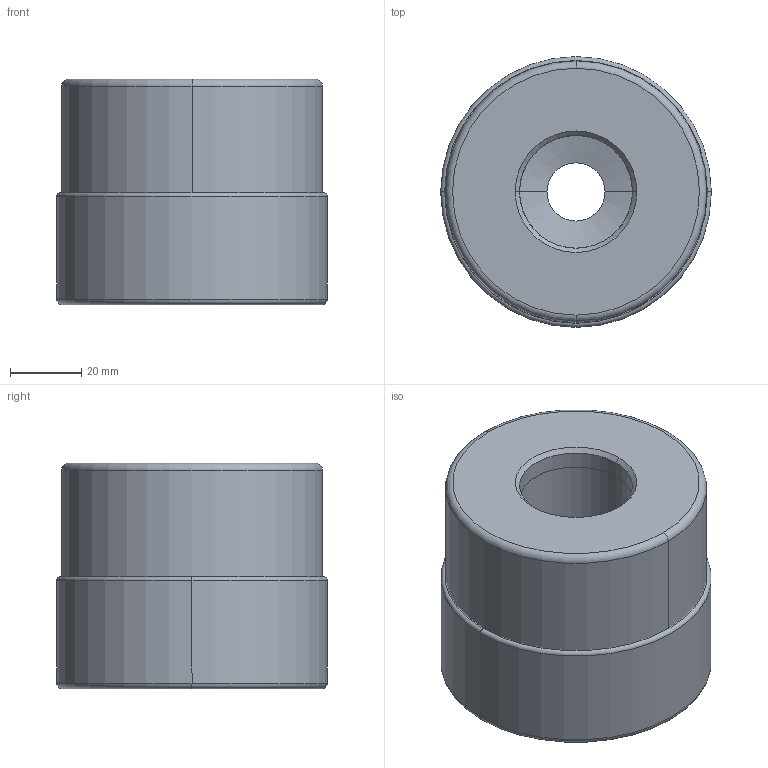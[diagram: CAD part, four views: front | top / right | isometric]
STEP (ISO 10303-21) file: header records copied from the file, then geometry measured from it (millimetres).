
FILE_DESCRIPTION(/* description */ (''),/* implementation_level */ '2;1');
FILE_NAME(/* name */ 'VFX6UR0305DA12_IR0_063.stp',/* time_stamp */ '2021-02-02T08:25:10+09:00',/* author */ (''),/* organization */ (''),/* preprocessor_version */ 'ST-DEVELOPER v16',/* originating_system */ 'SIEMENS PLM Software NX 10.0',/* authorisation */ '');
FILE_SCHEMA (('AUTOMOTIVE_DESIGN { 1 0 10303 214 3 1 1 1 }'));
Length unit declared in the file: millimetre
Products named in the file (1): VFX6UR0305DA12_IR0_063_ASM
Bounding box: 76.2 x 76.2 x 63.5 mm (x, y, z)
Volume: 281440.7 mm3; surface area: 44195.1 mm2
Topology: 2 solids, 2 shells, 59 faces, 154 edges, 113 vertices
Faces by surface type: cone 18, torus 18, cylinder 16, plane 7
Entity records: 2030 total; most frequent: DIRECTION 409, CARTESIAN_POINT 321, ORIENTED_EDGE 292, AXIS2_PLACEMENT_3D 185, EDGE_CURVE 146, CIRCLE 115, VERTEX_POINT 94, EDGE_LOOP 66
